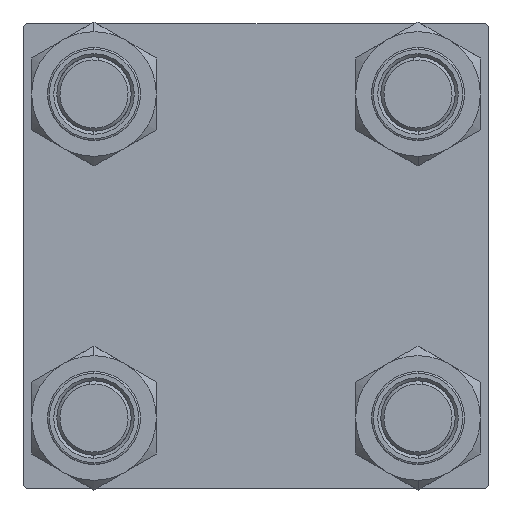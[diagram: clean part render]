
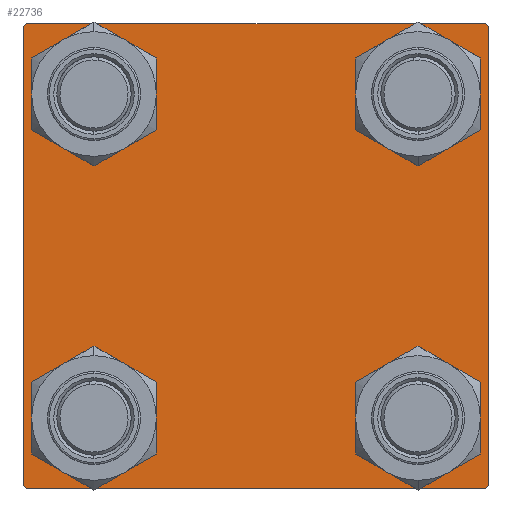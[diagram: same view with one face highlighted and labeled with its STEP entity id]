
A CAD part, left-side view. The second image highlights one B-rep face of the part: STEP entity #22736.
In plain terms, the highlighted planar face has unit normal (-1, 0, 0).
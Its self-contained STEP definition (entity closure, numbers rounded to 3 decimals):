
#108 = VERTEX_POINT ( 'NONE', #187 ) ;
#187 = CARTESIAN_POINT ( 'NONE',  ( 0., -37., 37.5 ) ) ;
#282 = CARTESIAN_POINT ( 'NONE',  ( 0., 37.5, 37.5 ) ) ;
#373 = ORIENTED_EDGE ( 'NONE', *, *, #13104, .T. ) ;
#453 = VERTEX_POINT ( 'NONE', #30478 ) ;
#852 = CARTESIAN_POINT ( 'NONE',  ( 0., 37., 37.5 ) ) ;
#1145 = EDGE_CURVE ( 'NONE', #4337, #30377, #42546, .T. ) ;
#1372 = CARTESIAN_POINT ( 'NONE',  ( 0., 26.15, 32.65 ) ) ;
#1682 = ORIENTED_EDGE ( 'NONE', *, *, #7544, .T. ) ;
#1937 = CARTESIAN_POINT ( 'NONE',  ( 0., -37.25, 37.25 ) ) ;
#1982 = CARTESIAN_POINT ( 'NONE',  ( 0., 37.5, -37.5 ) ) ;
#3220 = VERTEX_POINT ( 'NONE', #21809 ) ;
#3359 = CARTESIAN_POINT ( 'NONE',  ( 0., 37.5, -37. ) ) ;
#3478 = CIRCLE ( 'NONE', #39244, 6.5 ) ;
#3584 = FACE_BOUND ( 'NONE', #45500, .T. ) ;
#3882 = EDGE_CURVE ( 'NONE', #21961, #43569, #17248, .T. ) ;
#4337 = VERTEX_POINT ( 'NONE', #23929 ) ;
#4839 = DIRECTION ( 'NONE',  ( 0., 0., -1. ) ) ;
#4964 = AXIS2_PLACEMENT_3D ( 'NONE', #30027, #18820, #22885 ) ;
#5441 = DIRECTION ( 'NONE',  ( 0., -1., 0. ) ) ;
#5763 = LINE ( 'NONE', #1937, #32898 ) ;
#5916 = AXIS2_PLACEMENT_3D ( 'NONE', #27687, #19302, #11648 ) ;
#6670 = AXIS2_PLACEMENT_3D ( 'NONE', #12268, #7705, #42590 ) ;
#7544 = EDGE_CURVE ( 'NONE', #4337, #108, #5763, .T. ) ;
#7705 = DIRECTION ( 'NONE',  ( 1., 0., 0. ) ) ;
#7938 = ORIENTED_EDGE ( 'NONE', *, *, #10019, .T. ) ;
#7977 = CARTESIAN_POINT ( 'NONE',  ( 0., -37.5, -37. ) ) ;
#8557 = DIRECTION ( 'NONE',  ( 1., 0., 0. ) ) ;
#8770 = CARTESIAN_POINT ( 'NONE',  ( 0., 26.15, -26.15 ) ) ;
#9043 = EDGE_CURVE ( 'NONE', #25455, #3220, #36871, .T. ) ;
#9081 = CARTESIAN_POINT ( 'NONE',  ( 0., 37.25, 37.25 ) ) ;
#9435 = LINE ( 'NONE', #47855, #41634 ) ;
#10019 = EDGE_CURVE ( 'NONE', #453, #24376, #11372, .T. ) ;
#10395 = DIRECTION ( 'NONE',  ( 1., 0., 0. ) ) ;
#10710 = CARTESIAN_POINT ( 'NONE',  ( 0., -26.15, 32.65 ) ) ;
#10988 = PLANE ( 'NONE',  #44996 ) ;
#11372 = CIRCLE ( 'NONE', #12171, 6.5 ) ;
#11648 = DIRECTION ( 'NONE',  ( 0., 0., 1. ) ) ;
#12134 = DIRECTION ( 'NONE',  ( 0., 0., 1. ) ) ;
#12171 = AXIS2_PLACEMENT_3D ( 'NONE', #36624, #10395, #21860 ) ;
#12268 = CARTESIAN_POINT ( 'NONE',  ( 0., 26.15, -26.15 ) ) ;
#12629 = CARTESIAN_POINT ( 'NONE',  ( 0., -26.15, -26.15 ) ) ;
#12696 = ORIENTED_EDGE ( 'NONE', *, *, #19340, .T. ) ;
#12842 = DIRECTION ( 'NONE',  ( 0., 0., 1. ) ) ;
#13000 = DIRECTION ( 'NONE',  ( 0., 0., -1. ) ) ;
#13104 = EDGE_CURVE ( 'NONE', #38133, #45361, #43962, .T. ) ;
#13563 = VECTOR ( 'NONE', #5441, 1000. ) ;
#13569 = DIRECTION ( 'NONE',  ( 1., 0., 0. ) ) ;
#13580 = EDGE_CURVE ( 'NONE', #17071, #16070, #49685, .T. ) ;
#13696 = DIRECTION ( 'NONE',  ( 0., -1., 0. ) ) ;
#14009 = CIRCLE ( 'NONE', #49758, 6.5 ) ;
#14038 = EDGE_CURVE ( 'NONE', #3220, #30377, #18127, .T. ) ;
#14819 = CIRCLE ( 'NONE', #16454, 6.5 ) ;
#15705 = EDGE_CURVE ( 'NONE', #34732, #25455, #9435, .T. ) ;
#16070 = VERTEX_POINT ( 'NONE', #38310 ) ;
#16183 = EDGE_CURVE ( 'NONE', #28997, #26846, #3478, .T. ) ;
#16454 = AXIS2_PLACEMENT_3D ( 'NONE', #8770, #48457, #12842 ) ;
#16633 = AXIS2_PLACEMENT_3D ( 'NONE', #38569, #33995, #23048 ) ;
#16805 = EDGE_CURVE ( 'NONE', #26846, #28997, #45735, .T. ) ;
#17071 = VERTEX_POINT ( 'NONE', #23053 ) ;
#17248 = CIRCLE ( 'NONE', #6670, 6.5 ) ;
#17484 = ORIENTED_EDGE ( 'NONE', *, *, #14038, .T. ) ;
#17655 = DIRECTION ( 'NONE',  ( 0., 0., 1. ) ) ;
#18127 = LINE ( 'NONE', #49159, #22892 ) ;
#18628 = FACE_BOUND ( 'NONE', #28850, .T. ) ;
#18820 = DIRECTION ( 'NONE',  ( 1., 0., 0. ) ) ;
#19302 = DIRECTION ( 'NONE',  ( 1., 0., 0. ) ) ;
#19340 = EDGE_CURVE ( 'NONE', #16070, #17071, #14009, .T. ) ;
#19533 = ORIENTED_EDGE ( 'NONE', *, *, #27225, .T. ) ;
#19589 = VECTOR ( 'NONE', #4839, 1000. ) ;
#20211 = ORIENTED_EDGE ( 'NONE', *, *, #1145, .F. ) ;
#20986 = LINE ( 'NONE', #47679, #13563 ) ;
#21088 = VECTOR ( 'NONE', #13696, 1000. ) ;
#21225 = CARTESIAN_POINT ( 'NONE',  ( 0., 26.15, 26.15 ) ) ;
#21809 = CARTESIAN_POINT ( 'NONE',  ( 0., -37., -37.5 ) ) ;
#21860 = DIRECTION ( 'NONE',  ( 0., 0., 1. ) ) ;
#21961 = VERTEX_POINT ( 'NONE', #29831 ) ;
#22736 = ADVANCED_FACE ( 'NONE', ( #37713, #18628, #26772, #3584, #33900 ), #10988, .T. ) ;
#22885 = DIRECTION ( 'NONE',  ( 0., 0., 1. ) ) ;
#22892 = VECTOR ( 'NONE', #36970, 1000. ) ;
#23048 = DIRECTION ( 'NONE',  ( 0., 0., 1. ) ) ;
#23053 = CARTESIAN_POINT ( 'NONE',  ( 0., -26.15, -32.65 ) ) ;
#23838 = ORIENTED_EDGE ( 'NONE', *, *, #15705, .T. ) ;
#23929 = CARTESIAN_POINT ( 'NONE',  ( 0., -37.5, 37. ) ) ;
#24376 = VERTEX_POINT ( 'NONE', #10710 ) ;
#25213 = DIRECTION ( 'NONE',  ( 0., -0.707, -0.707 ) ) ;
#25455 = VERTEX_POINT ( 'NONE', #44534 ) ;
#26392 = CIRCLE ( 'NONE', #16633, 6.5 ) ;
#26520 = CARTESIAN_POINT ( 'NONE',  ( 0., 0., 0. ) ) ;
#26772 = FACE_BOUND ( 'NONE', #38268, .T. ) ;
#26846 = VERTEX_POINT ( 'NONE', #47920 ) ;
#27225 = EDGE_CURVE ( 'NONE', #45361, #34732, #39748, .T. ) ;
#27285 = ORIENTED_EDGE ( 'NONE', *, *, #16183, .T. ) ;
#27687 = CARTESIAN_POINT ( 'NONE',  ( 0., 26.15, 26.15 ) ) ;
#28850 = EDGE_LOOP ( 'NONE', ( #12696, #36112 ) ) ;
#28997 = VERTEX_POINT ( 'NONE', #1372 ) ;
#29203 = DIRECTION ( 'NONE',  ( 0., 0.707, -0.707 ) ) ;
#29831 = CARTESIAN_POINT ( 'NONE',  ( 0., 26.15, -19.65 ) ) ;
#30027 = CARTESIAN_POINT ( 'NONE',  ( 0., -26.15, -26.15 ) ) ;
#30377 = VERTEX_POINT ( 'NONE', #7977 ) ;
#30478 = CARTESIAN_POINT ( 'NONE',  ( 0., -26.15, 19.65 ) ) ;
#32898 = VECTOR ( 'NONE', #44469, 1000. ) ;
#33900 = FACE_OUTER_BOUND ( 'NONE', #35186, .T. ) ;
#33995 = DIRECTION ( 'NONE',  ( 1., 0., 0. ) ) ;
#34513 = EDGE_CURVE ( 'NONE', #38133, #108, #20986, .T. ) ;
#34732 = VERTEX_POINT ( 'NONE', #3359 ) ;
#35186 = EDGE_LOOP ( 'NONE', ( #19533, #23838, #45138, #17484, #20211, #1682, #38810, #373 ) ) ;
#36112 = ORIENTED_EDGE ( 'NONE', *, *, #13580, .T. ) ;
#36217 = VECTOR ( 'NONE', #13000, 1000. ) ;
#36245 = ORIENTED_EDGE ( 'NONE', *, *, #16805, .T. ) ;
#36624 = CARTESIAN_POINT ( 'NONE',  ( 0., -26.15, 26.15 ) ) ;
#36871 = LINE ( 'NONE', #1982, #21088 ) ;
#36970 = DIRECTION ( 'NONE',  ( 0., -0.707, 0.707 ) ) ;
#37438 = CARTESIAN_POINT ( 'NONE',  ( 0., 37.5, 37. ) ) ;
#37713 = FACE_BOUND ( 'NONE', #47543, .T. ) ;
#38133 = VERTEX_POINT ( 'NONE', #852 ) ;
#38268 = EDGE_LOOP ( 'NONE', ( #47603, #47052 ) ) ;
#38310 = CARTESIAN_POINT ( 'NONE',  ( 0., -26.15, -19.65 ) ) ;
#38569 = CARTESIAN_POINT ( 'NONE',  ( 0., -26.15, 26.15 ) ) ;
#38810 = ORIENTED_EDGE ( 'NONE', *, *, #34513, .F. ) ;
#39097 = EDGE_CURVE ( 'NONE', #43569, #21961, #14819, .T. ) ;
#39244 = AXIS2_PLACEMENT_3D ( 'NONE', #21225, #13569, #17655 ) ;
#39748 = LINE ( 'NONE', #282, #36217 ) ;
#41634 = VECTOR ( 'NONE', #25213, 1000. ) ;
#42546 = LINE ( 'NONE', #43287, #19589 ) ;
#42566 = ORIENTED_EDGE ( 'NONE', *, *, #44668, .T. ) ;
#42590 = DIRECTION ( 'NONE',  ( 0., 0., 1. ) ) ;
#43287 = CARTESIAN_POINT ( 'NONE',  ( 0., -37.5, 37.5 ) ) ;
#43569 = VERTEX_POINT ( 'NONE', #47733 ) ;
#43962 = LINE ( 'NONE', #9081, #48039 ) ;
#44469 = DIRECTION ( 'NONE',  ( 0., 0.707, 0.707 ) ) ;
#44534 = CARTESIAN_POINT ( 'NONE',  ( 0., 37., -37.5 ) ) ;
#44668 = EDGE_CURVE ( 'NONE', #24376, #453, #26392, .T. ) ;
#44996 = AXIS2_PLACEMENT_3D ( 'NONE', #26520, #49911, #46097 ) ;
#45138 = ORIENTED_EDGE ( 'NONE', *, *, #9043, .T. ) ;
#45361 = VERTEX_POINT ( 'NONE', #37438 ) ;
#45500 = EDGE_LOOP ( 'NONE', ( #27285, #36245 ) ) ;
#45735 = CIRCLE ( 'NONE', #5916, 6.5 ) ;
#46097 = DIRECTION ( 'NONE',  ( 0., 0., 1. ) ) ;
#47052 = ORIENTED_EDGE ( 'NONE', *, *, #39097, .T. ) ;
#47543 = EDGE_LOOP ( 'NONE', ( #42566, #7938 ) ) ;
#47603 = ORIENTED_EDGE ( 'NONE', *, *, #3882, .T. ) ;
#47679 = CARTESIAN_POINT ( 'NONE',  ( 0., 37.5, 37.5 ) ) ;
#47733 = CARTESIAN_POINT ( 'NONE',  ( 0., 26.15, -32.65 ) ) ;
#47855 = CARTESIAN_POINT ( 'NONE',  ( 0., 37.25, -37.25 ) ) ;
#47920 = CARTESIAN_POINT ( 'NONE',  ( 0., 26.15, 19.65 ) ) ;
#48039 = VECTOR ( 'NONE', #29203, 1000. ) ;
#48457 = DIRECTION ( 'NONE',  ( 1., 0., 0. ) ) ;
#49159 = CARTESIAN_POINT ( 'NONE',  ( 0., -37.25, -37.25 ) ) ;
#49685 = CIRCLE ( 'NONE', #4964, 6.5 ) ;
#49758 = AXIS2_PLACEMENT_3D ( 'NONE', #12629, #8557, #12134 ) ;
#49911 = DIRECTION ( 'NONE',  ( -1., 0., 0. ) ) ;
